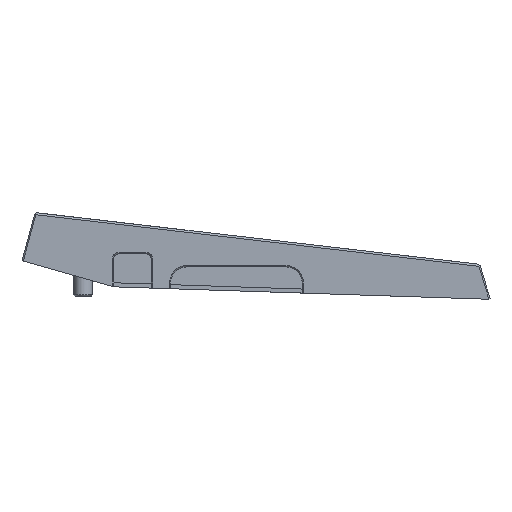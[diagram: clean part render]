
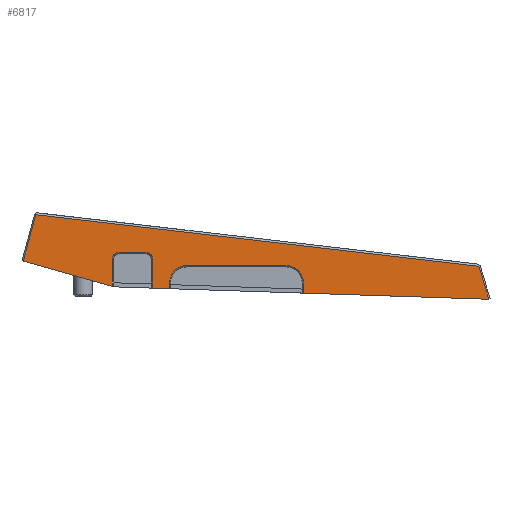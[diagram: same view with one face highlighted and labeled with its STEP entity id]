
A CAD part, front view. The second image highlights one B-rep face of the part: STEP entity #6817.
In plain terms, the highlighted planar face has unit normal (0, -1, 0).
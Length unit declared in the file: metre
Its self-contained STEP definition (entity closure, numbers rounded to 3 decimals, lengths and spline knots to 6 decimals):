
#250=CIRCLE('',#7236,0.0065);
#251=CIRCLE('',#7237,0.0025);
#252=CIRCLE('',#7238,0.0025);
#253=CIRCLE('',#7239,0.0025);
#254=CIRCLE('',#7240,0.0025);
#255=CIRCLE('',#7241,0.0065);
#614=ORIENTED_EDGE('',*,*,#2645,.T.);
#615=ORIENTED_EDGE('',*,*,#2646,.T.);
#616=ORIENTED_EDGE('',*,*,#2647,.T.);
#617=ORIENTED_EDGE('',*,*,#2648,.T.);
#618=ORIENTED_EDGE('',*,*,#2649,.T.);
#619=ORIENTED_EDGE('',*,*,#2650,.T.);
#620=ORIENTED_EDGE('',*,*,#2651,.T.);
#621=ORIENTED_EDGE('',*,*,#2652,.T.);
#622=ORIENTED_EDGE('',*,*,#2653,.T.);
#623=ORIENTED_EDGE('',*,*,#2654,.T.);
#624=ORIENTED_EDGE('',*,*,#2655,.T.);
#625=ORIENTED_EDGE('',*,*,#2656,.T.);
#626=ORIENTED_EDGE('',*,*,#2657,.T.);
#627=ORIENTED_EDGE('',*,*,#2658,.T.);
#628=ORIENTED_EDGE('',*,*,#2659,.T.);
#629=ORIENTED_EDGE('',*,*,#2660,.T.);
#630=ORIENTED_EDGE('',*,*,#2661,.T.);
#631=ORIENTED_EDGE('',*,*,#2662,.T.);
#632=ORIENTED_EDGE('',*,*,#2663,.T.);
#2645=EDGE_CURVE('',#3656,#3657,#250,.F.);
#2646=EDGE_CURVE('',#3657,#3658,#4312,.T.);
#2647=EDGE_CURVE('',#3658,#3659,#4313,.T.);
#2648=EDGE_CURVE('',#3659,#3660,#4314,.T.);
#2649=EDGE_CURVE('',#3660,#3661,#4315,.T.);
#2650=EDGE_CURVE('',#3661,#3662,#4316,.T.);
#2651=EDGE_CURVE('',#3662,#3663,#4317,.T.);
#2652=EDGE_CURVE('',#3663,#3664,#4318,.T.);
#2653=EDGE_CURVE('',#3664,#3665,#251,.F.);
#2654=EDGE_CURVE('',#3665,#3666,#4319,.T.);
#2655=EDGE_CURVE('',#3666,#3667,#252,.F.);
#2656=EDGE_CURVE('',#3667,#3668,#4320,.T.);
#2657=EDGE_CURVE('',#3668,#3669,#253,.F.);
#2658=EDGE_CURVE('',#3669,#3670,#4321,.T.);
#2659=EDGE_CURVE('',#3670,#3671,#254,.F.);
#2660=EDGE_CURVE('',#3671,#3672,#4322,.T.);
#2661=EDGE_CURVE('',#3672,#3673,#4323,.T.);
#2662=EDGE_CURVE('',#3673,#3674,#255,.F.);
#2663=EDGE_CURVE('',#3674,#3656,#4324,.T.);
#3656=VERTEX_POINT('',#9977);
#3657=VERTEX_POINT('',#9978);
#3658=VERTEX_POINT('',#9980);
#3659=VERTEX_POINT('',#9982);
#3660=VERTEX_POINT('',#9984);
#3661=VERTEX_POINT('',#9986);
#3662=VERTEX_POINT('',#9988);
#3663=VERTEX_POINT('',#9990);
#3664=VERTEX_POINT('',#9992);
#3665=VERTEX_POINT('',#9994);
#3666=VERTEX_POINT('',#9996);
#3667=VERTEX_POINT('',#9998);
#3668=VERTEX_POINT('',#10000);
#3669=VERTEX_POINT('',#10002);
#3670=VERTEX_POINT('',#10004);
#3671=VERTEX_POINT('',#10006);
#3672=VERTEX_POINT('',#10008);
#3673=VERTEX_POINT('',#10010);
#3674=VERTEX_POINT('',#10012);
#4312=LINE('',#9979,#5086);
#4313=LINE('',#9981,#5087);
#4314=LINE('',#9983,#5088);
#4315=LINE('',#9985,#5089);
#4316=LINE('',#9987,#5090);
#4317=LINE('',#9989,#5091);
#4318=LINE('',#9991,#5092);
#4319=LINE('',#9995,#5093);
#4320=LINE('',#9999,#5094);
#4321=LINE('',#10003,#5095);
#4322=LINE('',#10007,#5096);
#4323=LINE('',#10009,#5097);
#4324=LINE('',#10013,#5098);
#5086=VECTOR('',#7976,1.);
#5087=VECTOR('',#7977,1.);
#5088=VECTOR('',#7978,1.);
#5089=VECTOR('',#7979,1.);
#5090=VECTOR('',#7980,1.);
#5091=VECTOR('',#7981,1.);
#5092=VECTOR('',#7982,1.);
#5093=VECTOR('',#7985,1.);
#5094=VECTOR('',#7988,1.);
#5095=VECTOR('',#7991,1.);
#5096=VECTOR('',#7994,1.);
#5097=VECTOR('',#7995,1.);
#5098=VECTOR('',#7998,1.);
#5669=EDGE_LOOP('',(#614,#615,#616,#617,#618,#619,#620,#621,#622,#623,#624,
#625,#626,#627,#628,#629,#630,#631,#632));
#6105=FACE_BOUND('',#5669,.T.);
#6525=PLANE('',#7235);
#6817=ADVANCED_FACE('',(#6105),#6525,.T.);
#7235=AXIS2_PLACEMENT_3D('',#9975,#7972,#7973);
#7236=AXIS2_PLACEMENT_3D('',#9976,#7974,#7975);
#7237=AXIS2_PLACEMENT_3D('',#9993,#7983,#7984);
#7238=AXIS2_PLACEMENT_3D('',#9997,#7986,#7987);
#7239=AXIS2_PLACEMENT_3D('',#10001,#7989,#7990);
#7240=AXIS2_PLACEMENT_3D('',#10005,#7992,#7993);
#7241=AXIS2_PLACEMENT_3D('',#10011,#7996,#7997);
#7972=DIRECTION('',(0.,-1.,0.));
#7973=DIRECTION('',(1.,0.,0.));
#7974=DIRECTION('',(0.,-1.,0.));
#7975=DIRECTION('',(0.,0.,-1.));
#7976=DIRECTION('',(0.002,0.,-1.));
#7977=DIRECTION('',(0.999,0.,-0.033));
#7978=DIRECTION('',(0.74,0.,0.673));
#7979=DIRECTION('',(-0.29,0.,0.957));
#7980=DIRECTION('',(-0.993,0.,0.116));
#7981=DIRECTION('',(-0.261,0.,-0.965));
#7982=DIRECTION('',(0.962,0.,-0.274));
#7983=DIRECTION('',(0.,-1.,0.));
#7984=DIRECTION('',(0.,0.,-1.));
#7985=DIRECTION('',(0.,0.,1.));
#7986=DIRECTION('',(0.,-1.,0.));
#7987=DIRECTION('',(0.,0.,-1.));
#7988=DIRECTION('',(1.,0.,0.));
#7989=DIRECTION('',(0.,-1.,0.));
#7990=DIRECTION('',(0.,0.,-1.));
#7991=DIRECTION('',(0.,0.,-1.));
#7992=DIRECTION('',(0.,-1.,0.));
#7993=DIRECTION('',(0.,0.,-1.));
#7994=DIRECTION('',(0.999,0.,-0.033));
#7995=DIRECTION('',(0.,0.,1.));
#7996=DIRECTION('',(0.,-1.,0.));
#7997=DIRECTION('',(0.,0.,-1.));
#7998=DIRECTION('',(1.,0.,0.));
#9975=CARTESIAN_POINT('',(-0.196366,0.214377,0.020834));
#9976=CARTESIAN_POINT('',(-0.184696,0.214377,0.015444));
#9977=CARTESIAN_POINT('',(-0.184697,0.214377,0.021944));
#9978=CARTESIAN_POINT('',(-0.178196,0.214377,0.015456));
#9979=CARTESIAN_POINT('',(-0.17819,0.214377,0.011717));
#9980=CARTESIAN_POINT('',(-0.17819,0.214377,0.011699));
#9981=CARTESIAN_POINT('',(-0.196649,0.214377,0.012312));
#9982=CARTESIAN_POINT('',(-0.109304,0.214377,0.009414));
#9983=CARTESIAN_POINT('',(-0.109187,0.214377,0.009521));
#9984=CARTESIAN_POINT('',(-0.109267,0.214377,0.009448));
#9985=CARTESIAN_POINT('',(-0.119732,0.214377,0.044028));
#9986=CARTESIAN_POINT('',(-0.112965,0.214377,0.02167));
#9987=CARTESIAN_POINT('',(-0.278084,0.214377,0.040892));
#9988=CARTESIAN_POINT('',(-0.277695,0.214377,0.040847));
#9989=CARTESIAN_POINT('',(-0.277196,0.214377,0.042693));
#9990=CARTESIAN_POINT('',(-0.282357,0.214377,0.023608));
#9991=CARTESIAN_POINT('',(-0.202089,0.214377,0.000743));
#9992=CARTESIAN_POINT('',(-0.249271,0.214377,0.014183));
#9993=CARTESIAN_POINT('',(-0.246773,0.214377,0.0143));
#9994=CARTESIAN_POINT('',(-0.249273,0.214377,0.0143));
#9995=CARTESIAN_POINT('',(-0.249273,0.214377,0.0243));
#9996=CARTESIAN_POINT('',(-0.249273,0.214377,0.0243));
#9997=CARTESIAN_POINT('',(-0.246773,0.214377,0.0243));
#9998=CARTESIAN_POINT('',(-0.246773,0.214377,0.0268));
#9999=CARTESIAN_POINT('',(-0.196366,0.214377,0.0268));
#10000=CARTESIAN_POINT('',(-0.236773,0.214377,0.0268));
#10001=CARTESIAN_POINT('',(-0.236773,0.214377,0.0243));
#10002=CARTESIAN_POINT('',(-0.234273,0.214377,0.0243));
#10003=CARTESIAN_POINT('',(-0.234273,0.214377,0.020834));
#10004=CARTESIAN_POINT('',(-0.234273,0.214377,0.0143));
#10005=CARTESIAN_POINT('',(-0.236773,0.214377,0.0143));
#10006=CARTESIAN_POINT('',(-0.234384,0.214377,0.013563));
#10007=CARTESIAN_POINT('',(-0.196649,0.214377,0.012312));
#10008=CARTESIAN_POINT('',(-0.228055,0.214377,0.013353));
#10009=CARTESIAN_POINT('',(-0.228055,0.214377,0.020834));
#10010=CARTESIAN_POINT('',(-0.228055,0.214377,0.015443));
#10011=CARTESIAN_POINT('',(-0.221555,0.214377,0.015443));
#10012=CARTESIAN_POINT('',(-0.221555,0.214377,0.021943));
#10013=CARTESIAN_POINT('',(-0.196366,0.214377,0.021944));
